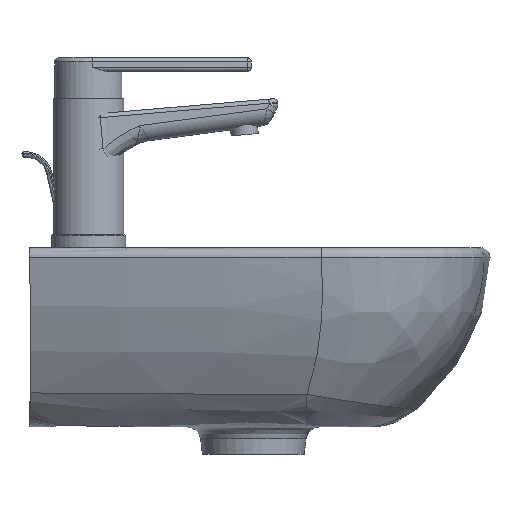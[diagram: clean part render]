
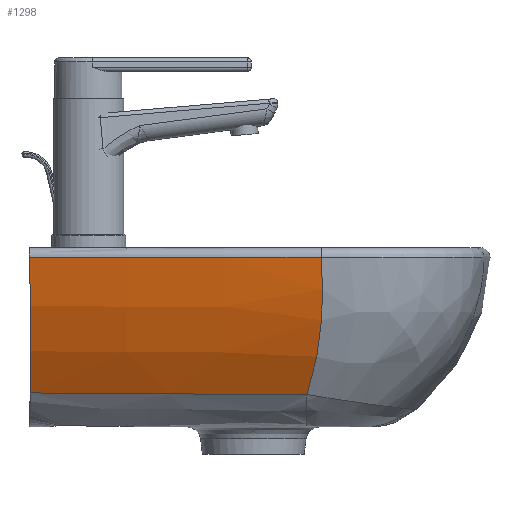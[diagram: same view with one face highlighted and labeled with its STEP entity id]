
A CAD part, left-side view. The second image highlights one B-rep face of the part: STEP entity #1298.
In plain terms, the highlighted free-form (B-spline) face has degree [3, 3] with [4, 4] control points.
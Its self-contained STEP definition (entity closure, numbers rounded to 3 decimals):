
#172=CARTESIAN_POINT('',(-191.805,-204.579,-101.239));
#173=VERTEX_POINT('',#172);
#187=CARTESIAN_POINT('',(-191.805,-204.566,-101.239));
#188=VERTEX_POINT('',#187);
#189=CARTESIAN_POINT('',(-191.805,-204.579,-101.239));
#190=CARTESIAN_POINT('',(-191.805,-204.574,-101.239));
#191=CARTESIAN_POINT('',(-191.805,-204.57,-101.239));
#192=CARTESIAN_POINT('',(-191.805,-204.566,-101.239));
#193=B_SPLINE_CURVE_WITH_KNOTS('',3,(#189,#190,#191,#192),.UNSPECIFIED.,.F.,.U.,(4,4),(-19.979,-19.977),.UNSPECIFIED.);
#194=EDGE_CURVE('',#173,#188,#193,.T.);
#196=CARTESIAN_POINT('',(-183.479,-0.742,-99.912));
#197=VERTEX_POINT('',#196);
#198=CARTESIAN_POINT('',(-191.805,-204.566,-101.239));
#199=CARTESIAN_POINT('',(-192.078,-174.745,-101.047));
#200=CARTESIAN_POINT('',(-191.57,-134.942,-100.789));
#201=CARTESIAN_POINT('',(-189.482,-85.234,-100.465));
#202=CARTESIAN_POINT('',(-187.319,-47.093,-100.216));
#203=CARTESIAN_POINT('',(-185.136,-18.94,-100.032));
#204=CARTESIAN_POINT('',(-183.479,-0.742,-99.912));
#205=B_SPLINE_CURVE_WITH_KNOTS('',3,(#198,#199,#200,#201,#202,#203,#204),.UNSPECIFIED.,.F.,.U.,(4,1,1,1,4),(-19.977,-11.217,-8.291,-5.366,0.),.UNSPECIFIED.);
#206=EDGE_CURVE('',#188,#197,#205,.T.);
#501=CARTESIAN_POINT('',(-191.854,-204.592,-101.159));
#502=VERTEX_POINT('',#501);
#534=CARTESIAN_POINT('',(-191.854,-204.592,-101.159));
#535=CARTESIAN_POINT('',(-191.84,-204.585,-101.181));
#536=CARTESIAN_POINT('',(-191.827,-204.581,-101.203));
#537=CARTESIAN_POINT('',(-191.81,-204.579,-101.23));
#538=CARTESIAN_POINT('',(-191.807,-204.579,-101.235));
#539=CARTESIAN_POINT('',(-191.805,-204.579,-101.239));
#540=B_SPLINE_CURVE_WITH_KNOTS('',3,(#534,#535,#536,#537,#538,#539),.UNSPECIFIED.,.F.,.U.,(4,2,4),(-0.151,-0.143,-0.142),.UNSPECIFIED.);
#541=EDGE_CURVE('',#502,#173,#540,.T.);
#1251=CARTESIAN_POINT('',(-191.804,-204.579,-101.239));
#1252=CARTESIAN_POINT('',(-210.164,-214.528,-71.375));
#1253=CARTESIAN_POINT('',(-221.229,-218.007,-37.628));
#1254=CARTESIAN_POINT('',(-225.,-215.014,0.0));
#1255=CARTESIAN_POINT('',(-192.158,-136.529,-101.239));
#1256=CARTESIAN_POINT('',(-210.532,-143.359,-71.375));
#1257=CARTESIAN_POINT('',(-221.603,-145.594,-37.628));
#1258=CARTESIAN_POINT('',(-225.369,-143.234,0.0));
#1259=CARTESIAN_POINT('',(-189.119,-68.462,-101.239));
#1260=CARTESIAN_POINT('',(-207.227,-72.172,-71.375));
#1261=CARTESIAN_POINT('',(-218.197,-73.163,-37.628));
#1262=CARTESIAN_POINT('',(-222.03,-71.435,0.0));
#1263=CARTESIAN_POINT('',(-182.704,-0.714,-101.239));
#1264=CARTESIAN_POINT('',(-200.268,-1.343,-71.375));
#1265=CARTESIAN_POINT('',(-211.033,-1.104,-37.628));
#1266=CARTESIAN_POINT('',(-215.,0.001,0.0));
#1267=B_SPLINE_SURFACE_WITH_KNOTS('',3,3,((#1251,#1255,#1259,#1263),(#1252,#1256,#1260,#1264),(#1253,#1257,#1261,#1265),(#1254,#1258,#1262,#1266)),.UNSPECIFIED.,.F.,.F.,.U.,(4,4),(4,4),(0.216,1.0),(0.,1.),.UNSPECIFIED.);
#1268=ORIENTED_EDGE('',*,*,#206,.F.);
#1269=ORIENTED_EDGE('',*,*,#194,.F.);
#1270=ORIENTED_EDGE('',*,*,#541,.F.);
#1271=CARTESIAN_POINT('',(-225.,-215.,0.0));
#1272=VERTEX_POINT('',#1271);
#1273=CARTESIAN_POINT('',(-191.854,-204.592,-101.159));
#1274=CARTESIAN_POINT('',(-210.184,-214.521,-71.314));
#1275=CARTESIAN_POINT('',(-221.233,-217.99,-37.594));
#1276=CARTESIAN_POINT('',(-225.,-215.,0.0));
#1277=B_SPLINE_CURVE_WITH_KNOTS('',3,(#1273,#1274,#1275,#1276),.UNSPECIFIED.,.F.,.U.,(4,4),(0.216,1.0),.UNSPECIFIED.);
#1278=EDGE_CURVE('',#502,#1272,#1277,.T.);
#1279=ORIENTED_EDGE('',*,*,#1278,.T.);
#1280=CARTESIAN_POINT('',(-215.,0.0,0.0));
#1281=VERTEX_POINT('',#1280);
#1282=CARTESIAN_POINT('',(1860.738,-204.278,0.0));
#1283=DIRECTION('',(0.0,0.0,1.0));
#1284=DIRECTION('',(-0.995,0.098,0.0));
#1285=AXIS2_PLACEMENT_3D('',#1282,#1283,#1284);
#1286=CIRCLE('',#1285,2085.765);
#1287=EDGE_CURVE('',#1281,#1272,#1286,.T.);
#1288=ORIENTED_EDGE('',*,*,#1287,.F.);
#1289=CARTESIAN_POINT('',(-183.479,-0.742,-99.912));
#1290=CARTESIAN_POINT('',(-200.584,-1.336,-70.376));
#1291=CARTESIAN_POINT('',(-211.092,-1.089,-37.072));
#1292=CARTESIAN_POINT('',(-215.,0.0,0.0));
#1293=B_SPLINE_CURVE_WITH_KNOTS('',3,(#1289,#1290,#1291,#1292),.UNSPECIFIED.,.F.,.U.,(4,4),(0.227,1.0),.UNSPECIFIED.);
#1294=EDGE_CURVE('',#197,#1281,#1293,.T.);
#1295=ORIENTED_EDGE('',*,*,#1294,.F.);
#1296=EDGE_LOOP('',(#1268,#1269,#1270,#1279,#1288,#1295));
#1297=FACE_OUTER_BOUND('',#1296,.T.);
#1298=ADVANCED_FACE('',(#1297),#1267,.T.);
